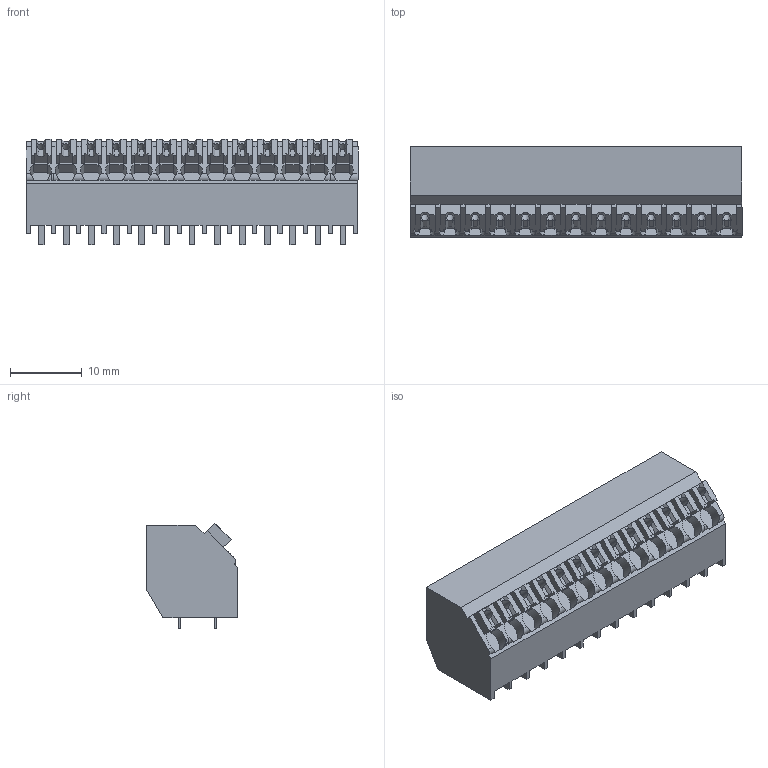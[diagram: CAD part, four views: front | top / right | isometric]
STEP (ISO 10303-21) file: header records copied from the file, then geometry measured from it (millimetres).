
FILE_DESCRIPTION(('CATIA V5 STEP Exchange','CAx-IF Rec.Pracs.--- Model Styling and Organization---1.2---2011-12-15'),'2;1');
FILE_NAME ('D1458465_0', '2018-03-26T16:54:43+00:00', ('none'), ('Weidmueller'), 'CATIA Version 5-6 Release 2014', 'CATIA V5 STEP AP214', 'none');
FILE_SCHEMA(('AUTOMOTIVE_DESIGN { 1 0 10303 214 1 1 1 1 }'));
Length unit declared in the file: millimetre
Products named in the file (1): 1885290000
Bounding box: 46.2 x 12.7 x 14.66 mm (x, y, z)
Volume: 5169 mm3; surface area: 5056.7 mm2
Topology: 40 solids, 40 shells, 795 faces, 2327 edges, 1612 vertices
Faces by surface type: plane 726, cylinder 69
Entity records: 24282 total; most frequent: CARTESIAN_POINT 4811, ORIENTED_EDGE 4654, DIRECTION 2977, EDGE_CURVE 2327, VECTOR 2014, LINE 2014, VERTEX_POINT 1612, EDGE_LOOP 821
